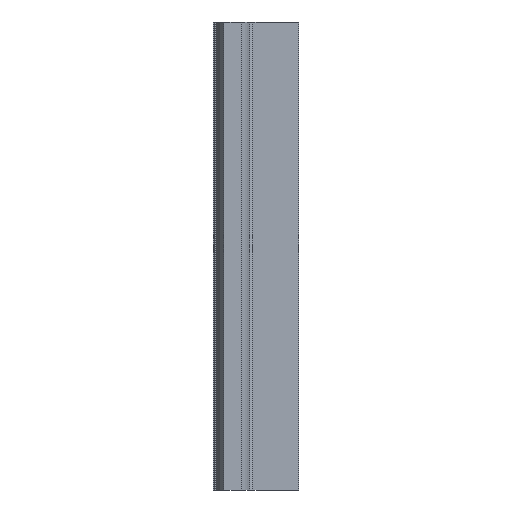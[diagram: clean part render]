
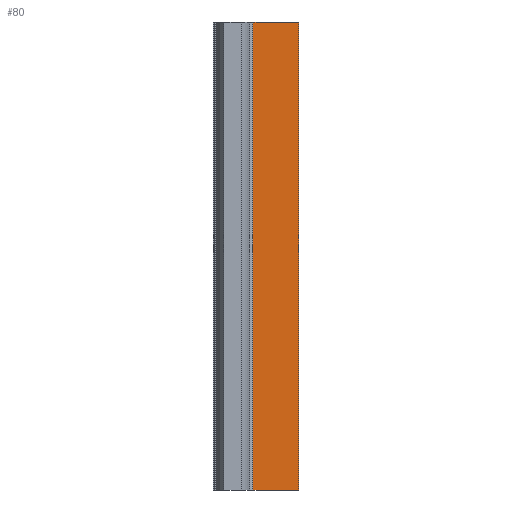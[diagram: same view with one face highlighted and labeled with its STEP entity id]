
A CAD part, left-side view. The second image highlights one B-rep face of the part: STEP entity #80.
In plain terms, the highlighted planar face has unit normal (-1, 0, 0).
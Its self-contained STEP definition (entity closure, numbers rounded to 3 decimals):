
#80 = ADVANCED_FACE( '', ( #178 ), #179, .F. );
#178 = FACE_OUTER_BOUND( '', #295, .T. );
#179 = PLANE( '', #296 );
#295 = EDGE_LOOP( '', ( #455, #456, #457, #458 ) );
#296 = AXIS2_PLACEMENT_3D( '', #459, #460, #461 );
#455 = ORIENTED_EDGE( '', *, *, #726, .T. );
#456 = ORIENTED_EDGE( '', *, *, #727, .F. );
#457 = ORIENTED_EDGE( '', *, *, #728, .F. );
#458 = ORIENTED_EDGE( '', *, *, #729, .T. );
#459 = CARTESIAN_POINT( '', ( -4., 11.782, 60. ) );
#460 = DIRECTION( '', ( 1., 0., 0. ) );
#461 = DIRECTION( '', ( 0., 0., -1. ) );
#726 = EDGE_CURVE( '', #882, #883, #884, .T. );
#727 = EDGE_CURVE( '', #885, #883, #886, .T. );
#728 = EDGE_CURVE( '', #887, #885, #888, .T. );
#729 = EDGE_CURVE( '', #887, #882, #889, .T. );
#882 = VERTEX_POINT( '', #1088 );
#883 = VERTEX_POINT( '', #1089 );
#884 = LINE( '', #1090, #1091 );
#885 = VERTEX_POINT( '', #1092 );
#886 = LINE( '', #1093, #1094 );
#887 = VERTEX_POINT( '', #1095 );
#888 = LINE( '', #1096, #1097 );
#889 = LINE( '', #1098, #1099 );
#1088 = CARTESIAN_POINT( '', ( -4., 11.782, -60. ) );
#1089 = CARTESIAN_POINT( '', ( -4., 0., -60. ) );
#1090 = CARTESIAN_POINT( '', ( -4., 11.782, -60. ) );
#1091 = VECTOR( '', #1262, 1000. );
#1092 = CARTESIAN_POINT( '', ( -4., 0., 60. ) );
#1093 = CARTESIAN_POINT( '', ( -4., 0., 60. ) );
#1094 = VECTOR( '', #1263, 1000. );
#1095 = CARTESIAN_POINT( '', ( -4., 11.782, 60. ) );
#1096 = CARTESIAN_POINT( '', ( -4., 11.782, 60. ) );
#1097 = VECTOR( '', #1264, 1000. );
#1098 = CARTESIAN_POINT( '', ( -4., 11.782, 60. ) );
#1099 = VECTOR( '', #1265, 1000. );
#1262 = DIRECTION( '', ( 0., -1., 0. ) );
#1263 = DIRECTION( '', ( 0., 0., -1. ) );
#1264 = DIRECTION( '', ( 0., -1., 0. ) );
#1265 = DIRECTION( '', ( 0., 0., -1. ) );
